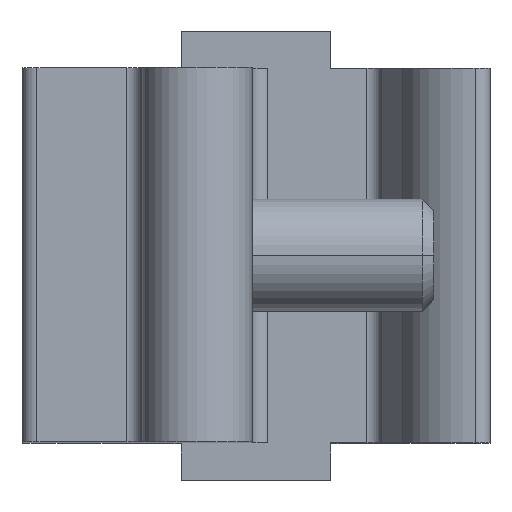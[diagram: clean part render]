
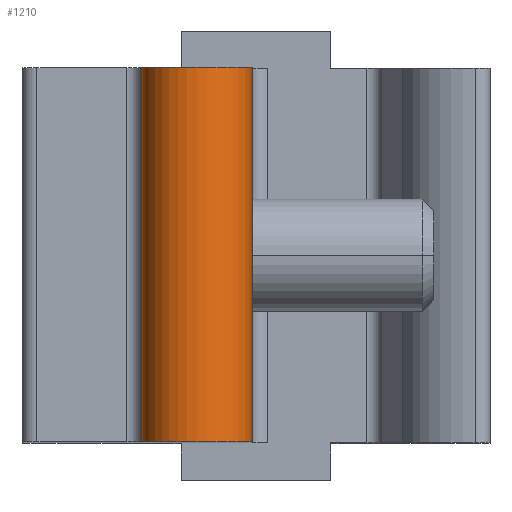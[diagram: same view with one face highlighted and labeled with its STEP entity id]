
A CAD part, top view. The second image highlights one B-rep face of the part: STEP entity #1210.
In plain terms, the highlighted cylindrical face has radius 2.95 mm (diameter 5.9 mm), a partial arc.
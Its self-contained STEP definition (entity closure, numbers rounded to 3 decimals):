
#21 = LINE ( 'NONE', #191, #1250 ) ;
#174 = AXIS2_PLACEMENT_3D ( 'NONE', #1709, #288, #2663 ) ;
#182 = CYLINDRICAL_SURFACE ( 'NONE', #3046, 2.95 ) ;
#191 = CARTESIAN_POINT ( 'NONE',  ( -0.2, 0., 42.05 ) ) ;
#250 = VERTEX_POINT ( 'NONE', #924 ) ;
#288 = DIRECTION ( 'NONE',  ( 0., 1., 0. ) ) ;
#336 = DIRECTION ( 'NONE',  ( 0., -1., 0. ) ) ;
#477 = CARTESIAN_POINT ( 'NONE',  ( -6.1, 0., 42.05 ) ) ;
#655 = VERTEX_POINT ( 'NONE', #2294 ) ;
#772 = CIRCLE ( 'NONE', #174, 2.95 ) ;
#864 = CARTESIAN_POINT ( 'NONE',  ( -3.15, 0., 42.05 ) ) ;
#881 = CARTESIAN_POINT ( 'NONE',  ( -6.1, -20., 42.05 ) ) ;
#924 = CARTESIAN_POINT ( 'NONE',  ( -6.1, 0., 42.05 ) ) ;
#1013 = EDGE_CURVE ( 'NONE', #2875, #250, #3098, .T. ) ;
#1120 = AXIS2_PLACEMENT_3D ( 'NONE', #2229, #336, #2453 ) ;
#1205 = DIRECTION ( 'NONE',  ( 0., -1., 0. ) ) ;
#1210 = ADVANCED_FACE ( 'NONE', ( #3060 ), #182, .T. ) ;
#1250 = VECTOR ( 'NONE', #2366, 1000. ) ;
#1439 = ORIENTED_EDGE ( 'NONE', *, *, #3039, .F. ) ;
#1497 = VERTEX_POINT ( 'NONE', #881 ) ;
#1596 = LINE ( 'NONE', #477, #2031 ) ;
#1619 = EDGE_LOOP ( 'NONE', ( #2640, #2769, #2202, #1439 ) ) ;
#1709 = CARTESIAN_POINT ( 'NONE',  ( -3.15, -20., 42.05 ) ) ;
#2027 = DIRECTION ( 'NONE',  ( 0., -1., 0. ) ) ;
#2031 = VECTOR ( 'NONE', #1205, 1000. ) ;
#2202 = ORIENTED_EDGE ( 'NONE', *, *, #2215, .T. ) ;
#2215 = EDGE_CURVE ( 'NONE', #1497, #655, #772, .T. ) ;
#2229 = CARTESIAN_POINT ( 'NONE',  ( -3.15, 0., 42.05 ) ) ;
#2294 = CARTESIAN_POINT ( 'NONE',  ( -0.2, -20., 42.05 ) ) ;
#2321 = CARTESIAN_POINT ( 'NONE',  ( -0.2, 0., 42.05 ) ) ;
#2366 = DIRECTION ( 'NONE',  ( 0., -1., 0. ) ) ;
#2453 = DIRECTION ( 'NONE',  ( 0., 0., -1. ) ) ;
#2640 = ORIENTED_EDGE ( 'NONE', *, *, #1013, .T. ) ;
#2663 = DIRECTION ( 'NONE',  ( 0., 0., -1. ) ) ;
#2769 = ORIENTED_EDGE ( 'NONE', *, *, #3063, .T. ) ;
#2875 = VERTEX_POINT ( 'NONE', #2321 ) ;
#3011 = DIRECTION ( 'NONE',  ( 0., 0., -1. ) ) ;
#3039 = EDGE_CURVE ( 'NONE', #2875, #655, #21, .T. ) ;
#3046 = AXIS2_PLACEMENT_3D ( 'NONE', #864, #2027, #3011 ) ;
#3060 = FACE_OUTER_BOUND ( 'NONE', #1619, .T. ) ;
#3063 = EDGE_CURVE ( 'NONE', #250, #1497, #1596, .T. ) ;
#3098 = CIRCLE ( 'NONE', #1120, 2.95 ) ;
